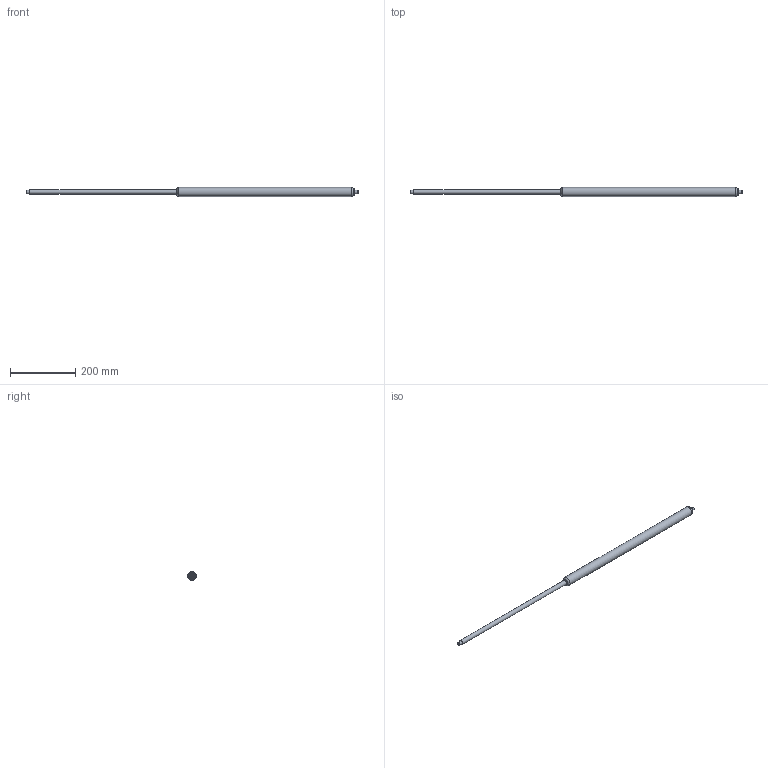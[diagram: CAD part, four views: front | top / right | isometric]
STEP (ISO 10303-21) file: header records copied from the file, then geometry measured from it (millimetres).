
FILE_DESCRIPTION(/* description */ ('Zylinderrohr'),/* implementation_level */ '2;1');
FILE_NAME(/* name */ 'Gasfeder Stahl 14-28-450.stp',/* time_stamp */ '2016-03-03T11:13:37+01:00',/* author */ ('DLamberti'),/* organization */ (''),/* preprocessor_version */ 'ST-DEVELOPER v16.1',/* originating_system */ 'Autodesk Inventor 2016',/* authorisation */ '');
FILE_SCHEMA (('CONFIG_CONTROL_DESIGN'));
Length unit declared in the file: millimetre
Products named in the file (4): zylinder-08; KST_D-14; Gew-05; G___-S-00032-BM
Assembly tree (4 placements, depth 2):
  G___-S-00032-BM
    zylinder-08
    KST_D-14
    Gew-05  x2
Bounding box: 1020 x 28 x 28 mm (x, y, z)
Volume: 404602.3 mm3; surface area: 70055 mm2
Topology: 4 solids, 4 shells, 24 faces, 34 edges, 20 vertices
Faces by surface type: plane 10, cylinder 8, cone 4, torus 2
Full cylindrical faces by diameter (mm): 10 x2, 14 x1, 17 x2, 20 x2, 28 x1
Entity records: 516 total; most frequent: DIRECTION 90, CARTESIAN_POINT 62, AXIS2_PLACEMENT_3D 45, EDGE_LOOP 34, ORIENTED_EDGE 34, STYLED_ITEM 23, FACE_OUTER_BOUND 20, ADVANCED_FACE 20
